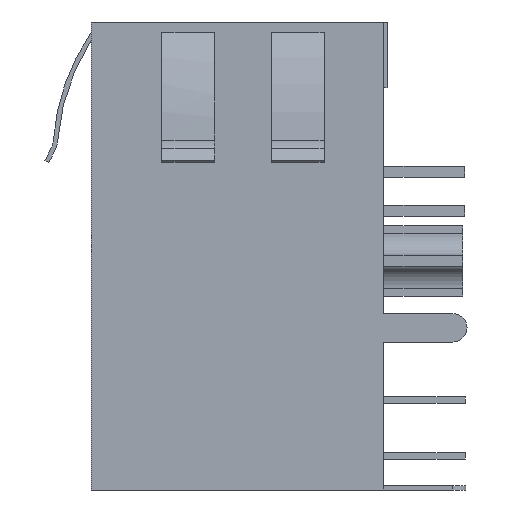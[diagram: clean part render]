
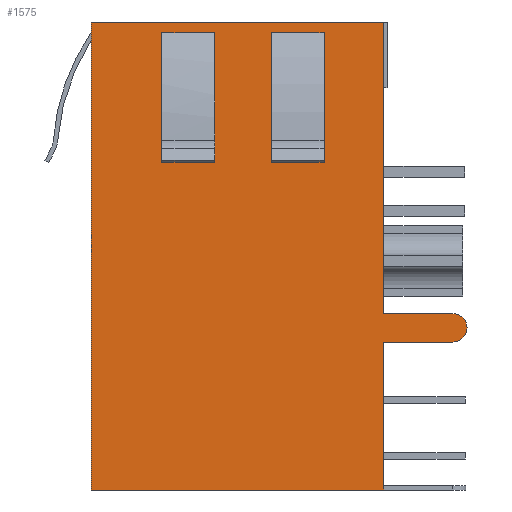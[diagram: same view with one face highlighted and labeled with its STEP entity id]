
A CAD part, left-side view. The second image highlights one B-rep face of the part: STEP entity #1575.
In plain terms, the highlighted planar face has unit normal (-1, 0, 0).
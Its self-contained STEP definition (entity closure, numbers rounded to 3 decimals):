
#1466=AXIS2_PLACEMENT_3D('Plane Axis2P3D',#1463,#1464,#1465) ;
#1482=AXIS2_PLACEMENT_3D('Circle Axis2P3D',#1480,#1481,$) ;
#64=CARTESIAN_POINT('Vertex',(2.108,3.8,21.35)) ;
#67=CARTESIAN_POINT('Line Origine',(2.108,3.8,14.7)) ;
#71=CARTESIAN_POINT('Vertex',(2.108,3.8,8.05)) ;
#92=CARTESIAN_POINT('Vertex',(2.108,3.8,6.75)) ;
#95=CARTESIAN_POINT('Line Origine',(2.108,3.8,3.375)) ;
#99=CARTESIAN_POINT('Vertex',(2.108,3.8,0.)) ;
#1407=CARTESIAN_POINT('Vertex',(2.108,17.15,0.)) ;
#1410=CARTESIAN_POINT('Line Origine',(2.108,17.15,10.675)) ;
#1414=CARTESIAN_POINT('Vertex',(2.108,17.15,21.35)) ;
#1463=CARTESIAN_POINT('Axis2P3D Location',(2.108,3.8,0.)) ;
#1468=CARTESIAN_POINT('Line Origine',(2.108,10.475,0.)) ;
#1473=CARTESIAN_POINT('Line Origine',(2.108,2.225,6.75)) ;
#1477=CARTESIAN_POINT('Vertex',(2.108,0.65,6.75)) ;
#1480=CARTESIAN_POINT('Axis2P3D Location',(2.108,0.65,7.4)) ;
#1484=CARTESIAN_POINT('Vertex',(2.108,0.65,8.05)) ;
#1487=CARTESIAN_POINT('Line Origine',(2.108,2.225,8.05)) ;
#1492=CARTESIAN_POINT('Line Origine',(2.108,10.475,21.35)) ;
#1507=CARTESIAN_POINT('Line Origine',(2.108,8.921,20.689)) ;
#1511=CARTESIAN_POINT('Vertex',(2.108,8.921,20.509)) ;
#1513=CARTESIAN_POINT('Vertex',(2.108,8.921,20.87)) ;
#1516=CARTESIAN_POINT('Line Origine',(2.108,7.723,20.87)) ;
#1520=CARTESIAN_POINT('Vertex',(2.108,6.525,20.87)) ;
#1523=CARTESIAN_POINT('Line Origine',(2.108,6.525,20.689)) ;
#1527=CARTESIAN_POINT('Vertex',(2.108,6.525,20.509)) ;
#1530=CARTESIAN_POINT('Line Origine',(2.108,7.723,20.509)) ;
#1541=CARTESIAN_POINT('Line Origine',(2.108,11.521,20.689)) ;
#1545=CARTESIAN_POINT('Vertex',(2.108,11.521,20.87)) ;
#1547=CARTESIAN_POINT('Vertex',(2.108,11.521,20.509)) ;
#1550=CARTESIAN_POINT('Line Origine',(2.108,12.723,20.509)) ;
#1554=CARTESIAN_POINT('Vertex',(2.108,13.925,20.509)) ;
#1557=CARTESIAN_POINT('Line Origine',(2.108,13.925,20.689)) ;
#1561=CARTESIAN_POINT('Vertex',(2.108,13.925,20.87)) ;
#1564=CARTESIAN_POINT('Line Origine',(2.108,12.723,20.87)) ;
#68=DIRECTION('Vector Direction',(0.,0.,1.)) ;
#96=DIRECTION('Vector Direction',(0.,0.,1.)) ;
#1411=DIRECTION('Vector Direction',(0.,0.,1.)) ;
#1464=DIRECTION('Axis2P3D Direction',(1.,0.,0.)) ;
#1465=DIRECTION('Axis2P3D XDirection',(0.,1.,0.)) ;
#1469=DIRECTION('Vector Direction',(0.,1.,0.)) ;
#1474=DIRECTION('Vector Direction',(0.,-1.,0.)) ;
#1481=DIRECTION('Axis2P3D Direction',(1.,0.,0.)) ;
#1488=DIRECTION('Vector Direction',(0.,1.,0.)) ;
#1493=DIRECTION('Vector Direction',(0.,1.,0.)) ;
#1508=DIRECTION('Vector Direction',(0.,0.,-1.)) ;
#1517=DIRECTION('Vector Direction',(0.,-1.,0.)) ;
#1524=DIRECTION('Vector Direction',(0.,0.,-1.)) ;
#1531=DIRECTION('Vector Direction',(0.,-1.,0.)) ;
#1542=DIRECTION('Vector Direction',(0.,0.,-1.)) ;
#1551=DIRECTION('Vector Direction',(0.,-1.,0.)) ;
#1558=DIRECTION('Vector Direction',(0.,0.,-1.)) ;
#1565=DIRECTION('Vector Direction',(0.,-1.,0.)) ;
#69=VECTOR('Line Direction',#68,1.) ;
#97=VECTOR('Line Direction',#96,1.) ;
#1412=VECTOR('Line Direction',#1411,1.) ;
#1470=VECTOR('Line Direction',#1469,1.) ;
#1475=VECTOR('Line Direction',#1474,1.) ;
#1489=VECTOR('Line Direction',#1488,1.) ;
#1494=VECTOR('Line Direction',#1493,1.) ;
#1509=VECTOR('Line Direction',#1508,1.) ;
#1518=VECTOR('Line Direction',#1517,1.) ;
#1525=VECTOR('Line Direction',#1524,1.) ;
#1532=VECTOR('Line Direction',#1531,1.) ;
#1543=VECTOR('Line Direction',#1542,1.) ;
#1552=VECTOR('Line Direction',#1551,1.) ;
#1559=VECTOR('Line Direction',#1558,1.) ;
#1566=VECTOR('Line Direction',#1565,1.) ;
#1498=ORIENTED_EDGE('',*,*,#1416,.F.) ;
#1499=ORIENTED_EDGE('',*,*,#1472,.T.) ;
#1500=ORIENTED_EDGE('',*,*,#101,.T.) ;
#1501=ORIENTED_EDGE('',*,*,#1479,.T.) ;
#1502=ORIENTED_EDGE('',*,*,#1486,.T.) ;
#1503=ORIENTED_EDGE('',*,*,#1491,.T.) ;
#1504=ORIENTED_EDGE('',*,*,#73,.T.) ;
#1505=ORIENTED_EDGE('',*,*,#1496,.F.) ;
#1536=ORIENTED_EDGE('',*,*,#1515,.T.) ;
#1537=ORIENTED_EDGE('',*,*,#1522,.T.) ;
#1538=ORIENTED_EDGE('',*,*,#1529,.F.) ;
#1539=ORIENTED_EDGE('',*,*,#1534,.F.) ;
#1570=ORIENTED_EDGE('',*,*,#1549,.T.) ;
#1571=ORIENTED_EDGE('',*,*,#1556,.F.) ;
#1572=ORIENTED_EDGE('',*,*,#1563,.T.) ;
#1573=ORIENTED_EDGE('',*,*,#1568,.T.) ;
#1540=FACE_BOUND('',#1535,.T.) ;
#1574=FACE_BOUND('',#1569,.T.) ;
#1575=ADVANCED_FACE('Hauptkoerper',(#1506,#1540,#1574),#1467,.F.) ;
#1483=CIRCLE('generated circle',#1482,0.65) ;
#73=EDGE_CURVE('',#72,#65,#70,.T.) ;
#101=EDGE_CURVE('',#100,#93,#98,.T.) ;
#1416=EDGE_CURVE('',#1408,#1415,#1413,.T.) ;
#1472=EDGE_CURVE('',#1408,#100,#1471,.F.) ;
#1479=EDGE_CURVE('',#93,#1478,#1476,.T.) ;
#1486=EDGE_CURVE('',#1478,#1485,#1483,.F.) ;
#1491=EDGE_CURVE('',#1485,#72,#1490,.T.) ;
#1496=EDGE_CURVE('',#1415,#65,#1495,.F.) ;
#1515=EDGE_CURVE('',#1512,#1514,#1510,.F.) ;
#1522=EDGE_CURVE('',#1514,#1521,#1519,.T.) ;
#1529=EDGE_CURVE('',#1528,#1521,#1526,.F.) ;
#1534=EDGE_CURVE('',#1512,#1528,#1533,.T.) ;
#1549=EDGE_CURVE('',#1546,#1548,#1544,.T.) ;
#1556=EDGE_CURVE('',#1555,#1548,#1553,.T.) ;
#1563=EDGE_CURVE('',#1555,#1562,#1560,.F.) ;
#1568=EDGE_CURVE('',#1562,#1546,#1567,.T.) ;
#1497=EDGE_LOOP('',(#1498,#1499,#1500,#1501,#1502,#1503,#1504,#1505)) ;
#1535=EDGE_LOOP('',(#1536,#1537,#1538,#1539)) ;
#1569=EDGE_LOOP('',(#1570,#1571,#1572,#1573)) ;
#1506=FACE_OUTER_BOUND('',#1497,.T.) ;
#70=LINE('Line',#67,#69) ;
#98=LINE('Line',#95,#97) ;
#1413=LINE('Line',#1410,#1412) ;
#1471=LINE('Line',#1468,#1470) ;
#1476=LINE('Line',#1473,#1475) ;
#1490=LINE('Line',#1487,#1489) ;
#1495=LINE('Line',#1492,#1494) ;
#1510=LINE('Line',#1507,#1509) ;
#1519=LINE('Line',#1516,#1518) ;
#1526=LINE('Line',#1523,#1525) ;
#1533=LINE('Line',#1530,#1532) ;
#1544=LINE('Line',#1541,#1543) ;
#1553=LINE('Line',#1550,#1552) ;
#1560=LINE('Line',#1557,#1559) ;
#1567=LINE('Line',#1564,#1566) ;
#1467=PLANE('',#1466) ;
#65=VERTEX_POINT('',#64) ;
#72=VERTEX_POINT('',#71) ;
#93=VERTEX_POINT('',#92) ;
#100=VERTEX_POINT('',#99) ;
#1408=VERTEX_POINT('',#1407) ;
#1415=VERTEX_POINT('',#1414) ;
#1478=VERTEX_POINT('',#1477) ;
#1485=VERTEX_POINT('',#1484) ;
#1512=VERTEX_POINT('',#1511) ;
#1514=VERTEX_POINT('',#1513) ;
#1521=VERTEX_POINT('',#1520) ;
#1528=VERTEX_POINT('',#1527) ;
#1546=VERTEX_POINT('',#1545) ;
#1548=VERTEX_POINT('',#1547) ;
#1555=VERTEX_POINT('',#1554) ;
#1562=VERTEX_POINT('',#1561) ;
